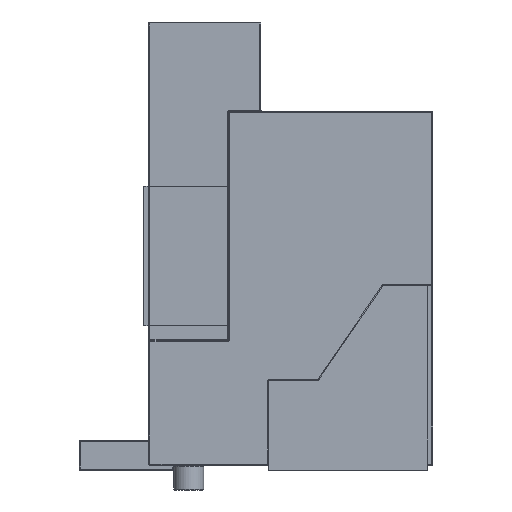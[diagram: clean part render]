
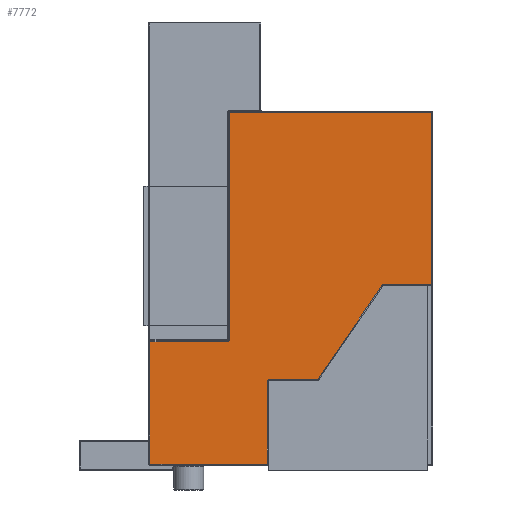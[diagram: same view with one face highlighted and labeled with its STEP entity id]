
A CAD part, left-side view. The second image highlights one B-rep face of the part: STEP entity #7772.
In plain terms, the highlighted planar face has unit normal (-1, 0, 0).
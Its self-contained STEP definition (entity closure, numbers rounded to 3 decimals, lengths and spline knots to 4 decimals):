
#775=CIRCLE('',#8686,0.04);
#833=CIRCLE('',#8774,0.04);
#839=CIRCLE('',#8782,0.04);
#1471=FACE_OUTER_BOUND('',#1999,.T.);
#1999=EDGE_LOOP('',(#6801,#6802,#6803,#6804,#6805,#6806,#6807,#6808,#6809,
#6810,#6811,#6812,#6813));
#2336=LINE('',#13006,#2908);
#2355=LINE('',#13125,#2927);
#2372=LINE('',#13262,#2944);
#2376=LINE('',#13287,#2948);
#2377=LINE('',#13289,#2949);
#2398=LINE('',#13366,#2970);
#2407=LINE('',#13380,#2979);
#2413=LINE('',#13389,#2985);
#2428=LINE('',#13412,#3000);
#2445=LINE('',#13438,#3017);
#2908=VECTOR('',#10623,10.);
#2927=VECTOR('',#10766,10.);
#2944=VECTOR('',#10933,10.);
#2948=VECTOR('',#10967,10.);
#2949=VECTOR('',#10970,10.);
#2970=VECTOR('',#11067,10.);
#2979=VECTOR('',#11086,10.);
#2985=VECTOR('',#11098,10.);
#3000=VECTOR('',#11129,10.);
#3017=VECTOR('',#11164,10.);
#3617=VERTEX_POINT('',#12943);
#3637=VERTEX_POINT('',#12999);
#3650=VERTEX_POINT('',#13041);
#3651=VERTEX_POINT('',#13042);
#3675=VERTEX_POINT('',#13118);
#3684=VERTEX_POINT('',#13145);
#3704=VERTEX_POINT('',#13206);
#3705=VERTEX_POINT('',#13208);
#3710=VERTEX_POINT('',#13221);
#3711=VERTEX_POINT('',#13222);
#3720=VERTEX_POINT('',#13250);
#3721=VERTEX_POINT('',#13254);
#3728=VERTEX_POINT('',#13283);
#4481=EDGE_CURVE('',#3637,#3617,#2336,.T.);
#4499=EDGE_CURVE('',#3650,#3651,#775,.T.);
#4540=EDGE_CURVE('',#3675,#3637,#2355,.T.);
#4581=EDGE_CURVE('',#3704,#3705,#833,.T.);
#4587=EDGE_CURVE('',#3710,#3711,#839,.T.);
#4607=EDGE_CURVE('',#3711,#3721,#2372,.T.);
#4620=EDGE_CURVE('',#3721,#3728,#2376,.T.);
#4621=EDGE_CURVE('',#3728,#3720,#2377,.T.);
#4662=EDGE_CURVE('',#3720,#3704,#2398,.T.);
#4671=EDGE_CURVE('',#3684,#3710,#2407,.T.);
#4677=EDGE_CURVE('',#3705,#3675,#2413,.T.);
#4692=EDGE_CURVE('',#3651,#3684,#2428,.T.);
#4709=EDGE_CURVE('',#3617,#3650,#2445,.T.);
#6801=ORIENTED_EDGE('',*,*,#4587,.F.);
#6802=ORIENTED_EDGE('',*,*,#4671,.F.);
#6803=ORIENTED_EDGE('',*,*,#4692,.F.);
#6804=ORIENTED_EDGE('',*,*,#4499,.F.);
#6805=ORIENTED_EDGE('',*,*,#4709,.F.);
#6806=ORIENTED_EDGE('',*,*,#4481,.F.);
#6807=ORIENTED_EDGE('',*,*,#4540,.F.);
#6808=ORIENTED_EDGE('',*,*,#4677,.F.);
#6809=ORIENTED_EDGE('',*,*,#4581,.F.);
#6810=ORIENTED_EDGE('',*,*,#4662,.F.);
#6811=ORIENTED_EDGE('',*,*,#4621,.F.);
#6812=ORIENTED_EDGE('',*,*,#4620,.F.);
#6813=ORIENTED_EDGE('',*,*,#4607,.F.);
#7268=PLANE('',#8975);
#7772=ADVANCED_FACE('',(#1471),#7268,.T.);
#8686=AXIS2_PLACEMENT_3D('',#13043,#10665,#10666);
#8774=AXIS2_PLACEMENT_3D('',#13209,#10865,#10866);
#8782=AXIS2_PLACEMENT_3D('',#13223,#10881,#10882);
#8975=AXIS2_PLACEMENT_3D('',#13642,#11458,#11459);
#10623=DIRECTION('',(0.,-1.,0.));
#10665=DIRECTION('center_axis',(-1.,0.,0.));
#10666=DIRECTION('ref_axis',(0.,0.885,-0.467));
#10766=DIRECTION('',(0.,0.,1.));
#10865=DIRECTION('center_axis',(-1.,0.,0.));
#10866=DIRECTION('ref_axis',(0.,-0.707,0.707));
#10881=DIRECTION('center_axis',(-1.,0.,0.));
#10882=DIRECTION('ref_axis',(0.,0.707,-0.707));
#10933=DIRECTION('',(0.,-1.,0.));
#10967=DIRECTION('',(0.,0.,-1.));
#10970=DIRECTION('',(0.,1.,0.));
#11067=DIRECTION('',(0.,0.,1.));
#11086=DIRECTION('',(0.,0.,-1.));
#11098=DIRECTION('',(0.,1.,0.));
#11129=DIRECTION('',(0.,-0.825,-0.565));
#11164=DIRECTION('',(0.,0.,-1.));
#11458=DIRECTION('center_axis',(-1.,0.,0.));
#11459=DIRECTION('ref_axis',(0.,0.,1.));
#12943=CARTESIAN_POINT('',(-4.,3.72,2.83));
#12999=CARTESIAN_POINT('',(-4.,7.18,2.83));
#13006=CARTESIAN_POINT('',(-4.,3.65,2.83));
#13041=CARTESIAN_POINT('',(-4.,3.72,1.8605));
#13042=CARTESIAN_POINT('',(-4.,3.7026,1.8275));
#13043=CARTESIAN_POINT('Origin',(-4.,3.68,1.8605));
#13118=CARTESIAN_POINT('',(-4.,7.18,-1.23));
#13125=CARTESIAN_POINT('',(-4.,7.18,-1.725));
#13145=CARTESIAN_POINT('',(-4.,1.82,0.5395));
#13206=CARTESIAN_POINT('',(-4.,2.58,-1.27));
#13208=CARTESIAN_POINT('',(-4.,2.62,-1.23));
#13209=CARTESIAN_POINT('Origin',(-4.,2.62,-1.27));
#13221=CARTESIAN_POINT('',(-4.,1.82,-0.43));
#13222=CARTESIAN_POINT('',(-4.,1.78,-0.47));
#13223=CARTESIAN_POINT('Origin',(-4.,1.78,-0.43));
#13250=CARTESIAN_POINT('',(-4.,2.58,-2.83));
#13254=CARTESIAN_POINT('',(-4.,0.12,-0.47));
#13262=CARTESIAN_POINT('',(-4.,0.95,-0.47));
#13283=CARTESIAN_POINT('',(-4.,0.12,-2.83));
#13287=CARTESIAN_POINT('',(-4.,0.12,0.));
#13289=CARTESIAN_POINT('',(-4.,0.1,-2.83));
#13366=CARTESIAN_POINT('',(-4.,2.58,-2.85));
#13380=CARTESIAN_POINT('',(-4.,1.82,-1.15));
#13389=CARTESIAN_POINT('',(-4.,1.35,-1.23));
#13412=CARTESIAN_POINT('',(-4.,1.3901,0.2453));
#13438=CARTESIAN_POINT('',(-4.,3.72,0.));
#13642=CARTESIAN_POINT('Origin',(-4.,0.1,-2.85));
